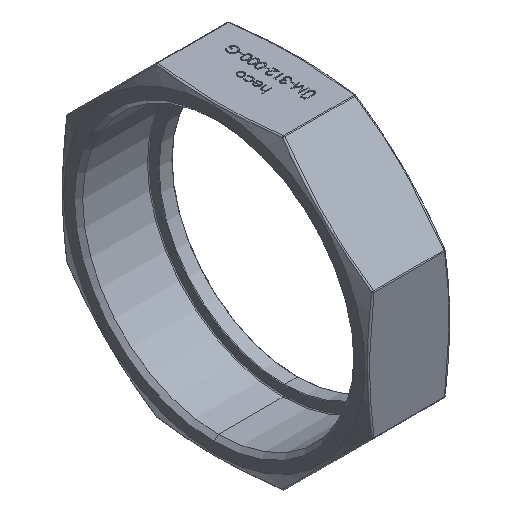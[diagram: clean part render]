
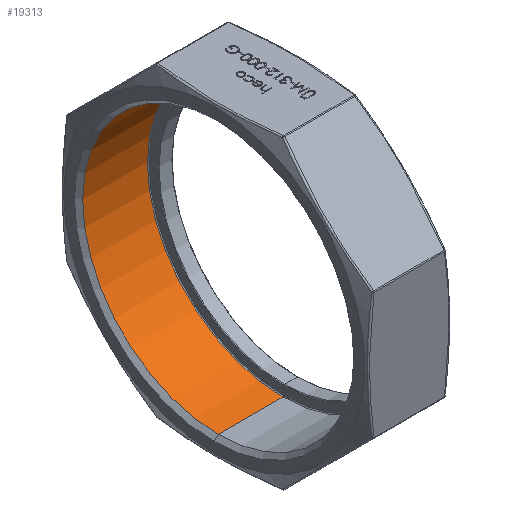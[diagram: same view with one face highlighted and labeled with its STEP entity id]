
A CAD part, isometric view. The second image highlights one B-rep face of the part: STEP entity #19313.
In plain terms, the highlighted cylindrical face has radius 48.685 mm (diameter 97.37 mm), a partial arc.
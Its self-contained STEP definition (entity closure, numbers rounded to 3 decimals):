
#613 = DIRECTION ( 'NONE',  ( 1., 0., 0. ) ) ;
#939 = VECTOR ( 'NONE', #18890, 1000. ) ;
#1167 = DIRECTION ( 'NONE',  ( 1., 0., 0. ) ) ;
#1478 = EDGE_CURVE ( 'NONE', #13064, #12455, #9111, .T. ) ;
#2601 = AXIS2_PLACEMENT_3D ( 'NONE', #10691, #1167, #12267 ) ;
#2662 = EDGE_CURVE ( 'NONE', #19865, #13064, #17649, .T. ) ;
#2855 = DIRECTION ( 'NONE',  ( 0., 0., -1. ) ) ;
#2915 = CARTESIAN_POINT ( 'NONE',  ( 0., 0., -48.685 ) ) ;
#2981 = ORIENTED_EDGE ( 'NONE', *, *, #3333, .T. ) ;
#3075 = CARTESIAN_POINT ( 'NONE',  ( -5.3, 0., 48.685 ) ) ;
#3226 = ORIENTED_EDGE ( 'NONE', *, *, #3623, .T. ) ;
#3333 = EDGE_CURVE ( 'NONE', #10204, #12455, #8823, .T. ) ;
#3623 = EDGE_CURVE ( 'NONE', #19865, #10204, #18386, .T. ) ;
#5022 = CARTESIAN_POINT ( 'NONE',  ( -5.3, 0., -48.685 ) ) ;
#6030 = AXIS2_PLACEMENT_3D ( 'NONE', #6037, #7607, #2855 ) ;
#6037 = CARTESIAN_POINT ( 'NONE',  ( -28.52, 0., 0. ) ) ;
#6501 = DIRECTION ( 'NONE',  ( 1., 0., 0. ) ) ;
#6607 = EDGE_LOOP ( 'NONE', ( #14680, #16517, #3226, #2981 ) ) ;
#7607 = DIRECTION ( 'NONE',  ( 1., 0., 0. ) ) ;
#8420 = CARTESIAN_POINT ( 'NONE',  ( 0., 0., 0. ) ) ;
#8823 = CIRCLE ( 'NONE', #2601, 48.685 ) ;
#9111 = LINE ( 'NONE', #13036, #11312 ) ;
#9988 = CYLINDRICAL_SURFACE ( 'NONE', #16340, 48.685 ) ;
#10204 = VERTEX_POINT ( 'NONE', #5022 ) ;
#10691 = CARTESIAN_POINT ( 'NONE',  ( -5.3, 0., 0. ) ) ;
#11312 = VECTOR ( 'NONE', #6501, 1000. ) ;
#11718 = DIRECTION ( 'NONE',  ( 0., 0., -1. ) ) ;
#12267 = DIRECTION ( 'NONE',  ( 0., 0., 1. ) ) ;
#12455 = VERTEX_POINT ( 'NONE', #3075 ) ;
#13036 = CARTESIAN_POINT ( 'NONE',  ( 0., 0., 48.685 ) ) ;
#13064 = VERTEX_POINT ( 'NONE', #20534 ) ;
#13426 = CARTESIAN_POINT ( 'NONE',  ( -28.52, 0., -48.685 ) ) ;
#14680 = ORIENTED_EDGE ( 'NONE', *, *, #1478, .F. ) ;
#16340 = AXIS2_PLACEMENT_3D ( 'NONE', #8420, #613, #11718 ) ;
#16517 = ORIENTED_EDGE ( 'NONE', *, *, #2662, .F. ) ;
#17649 = CIRCLE ( 'NONE', #6030, 48.685 ) ;
#18386 = LINE ( 'NONE', #2915, #939 ) ;
#18890 = DIRECTION ( 'NONE',  ( 1., 0., 0. ) ) ;
#19207 = FACE_OUTER_BOUND ( 'NONE', #6607, .T. ) ;
#19313 = ADVANCED_FACE ( 'NONE', ( #19207 ), #9988, .F. ) ;
#19865 = VERTEX_POINT ( 'NONE', #13426 ) ;
#20534 = CARTESIAN_POINT ( 'NONE',  ( -28.52, 0., 48.685 ) ) ;
